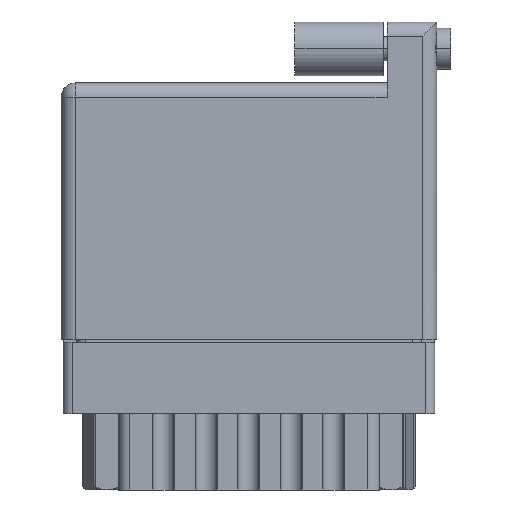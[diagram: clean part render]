
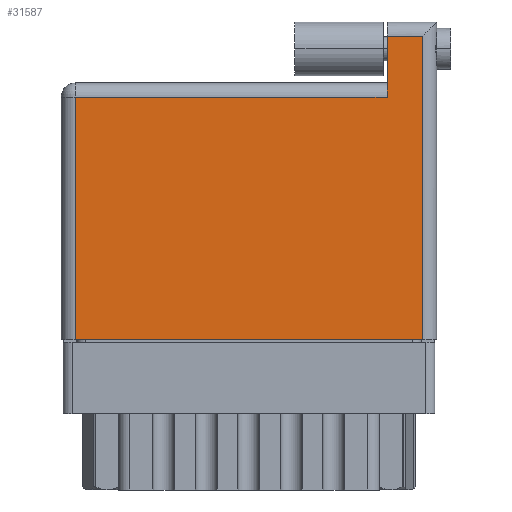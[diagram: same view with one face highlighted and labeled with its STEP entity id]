
A CAD part, front view. The second image highlights one B-rep face of the part: STEP entity #31587.
In plain terms, the highlighted face is planar.
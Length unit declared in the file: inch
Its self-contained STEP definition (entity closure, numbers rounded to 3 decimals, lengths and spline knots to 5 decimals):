
#775 = VERTEX_POINT ( 'NONE', #21124 ) ;
#1986 = ORIENTED_EDGE ( 'NONE', *, *, #6236, .T. ) ;
#2600 = LINE ( 'NONE', #38843, #9466 ) ;
#4526 = LINE ( 'NONE', #31835, #5871 ) ;
#4964 = DIRECTION ( 'NONE',  ( 1., 0., 0. ) ) ;
#5243 = DIRECTION ( 'NONE',  ( -1., 0., 0. ) ) ;
#5362 = EDGE_LOOP ( 'NONE', ( #34727, #13920, #10440, #16835, #1986, #23470 ) ) ;
#5871 = VECTOR ( 'NONE', #22660, 39.37008 ) ;
#6236 = EDGE_CURVE ( 'NONE', #775, #13710, #11232, .T. ) ;
#6786 = LINE ( 'NONE', #24545, #33436 ) ;
#7140 = CARTESIAN_POINT ( 'NONE',  ( 1.15, 1.12, 0. ) ) ;
#7289 = CARTESIAN_POINT ( 'NONE',  ( 1.275, 1.07, 0. ) ) ;
#7428 = VERTEX_POINT ( 'NONE', #7289 ) ;
#9466 = VECTOR ( 'NONE', #29718, 39.37008 ) ;
#10138 = LINE ( 'NONE', #7140, #24737 ) ;
#10360 = DIRECTION ( 'NONE',  ( -1., 0., 0. ) ) ;
#10394 = VERTEX_POINT ( 'NONE', #35017 ) ;
#10440 = ORIENTED_EDGE ( 'NONE', *, *, #19149, .T. ) ;
#10557 = DIRECTION ( 'NONE',  ( 0., 0., -1. ) ) ;
#11232 = LINE ( 'NONE', #20375, #22970 ) ;
#12227 = VERTEX_POINT ( 'NONE', #23049 ) ;
#12746 = PLANE ( 'NONE',  #37371 ) ;
#13710 = VERTEX_POINT ( 'NONE', #29208 ) ;
#13920 = ORIENTED_EDGE ( 'NONE', *, *, #36717, .T. ) ;
#14601 = EDGE_CURVE ( 'NONE', #10394, #775, #10138, .T. ) ;
#15009 = VECTOR ( 'NONE', #4964, 39.37008 ) ;
#15591 = EDGE_CURVE ( 'NONE', #12227, #35208, #25496, .T. ) ;
#16522 = CARTESIAN_POINT ( 'NONE',  ( 0., 0.906, 0. ) ) ;
#16835 = ORIENTED_EDGE ( 'NONE', *, *, #14601, .T. ) ;
#16862 = CARTESIAN_POINT ( 'NONE',  ( 1.275, 0., 0. ) ) ;
#19149 = EDGE_CURVE ( 'NONE', #7428, #10394, #2600, .T. ) ;
#19302 = DIRECTION ( 'NONE',  ( 0., -1., 0. ) ) ;
#20375 = CARTESIAN_POINT ( 'NONE',  ( 0., 0.856, 0. ) ) ;
#21124 = CARTESIAN_POINT ( 'NONE',  ( 1.15, 0.856, 0. ) ) ;
#22660 = DIRECTION ( 'NONE',  ( 0., 1., 0. ) ) ;
#22970 = VECTOR ( 'NONE', #5243, 39.37008 ) ;
#23049 = CARTESIAN_POINT ( 'NONE',  ( 0.05, 0., 0. ) ) ;
#23470 = ORIENTED_EDGE ( 'NONE', *, *, #33994, .T. ) ;
#24545 = CARTESIAN_POINT ( 'NONE',  ( 0.05, 0., 0. ) ) ;
#24723 = DIRECTION ( 'NONE',  ( 0., -1., 0. ) ) ;
#24737 = VECTOR ( 'NONE', #19302, 39.37008 ) ;
#25495 = FACE_OUTER_BOUND ( 'NONE', #5362, .T. ) ;
#25496 = LINE ( 'NONE', #38221, #15009 ) ;
#29208 = CARTESIAN_POINT ( 'NONE',  ( 0.05, 0.856, 0. ) ) ;
#29718 = DIRECTION ( 'NONE',  ( -1., 0., 0. ) ) ;
#31587 = ADVANCED_FACE ( 'NONE', ( #25495 ), #12746, .F. ) ;
#31835 = CARTESIAN_POINT ( 'NONE',  ( 1.275, 1.12, 0. ) ) ;
#33436 = VECTOR ( 'NONE', #24723, 39.37008 ) ;
#33994 = EDGE_CURVE ( 'NONE', #13710, #12227, #6786, .T. ) ;
#34727 = ORIENTED_EDGE ( 'NONE', *, *, #15591, .T. ) ;
#35017 = CARTESIAN_POINT ( 'NONE',  ( 1.15, 1.07, 0. ) ) ;
#35208 = VERTEX_POINT ( 'NONE', #16862 ) ;
#36717 = EDGE_CURVE ( 'NONE', #35208, #7428, #4526, .T. ) ;
#37371 = AXIS2_PLACEMENT_3D ( 'NONE', #16522, #10557, #10360 ) ;
#38221 = CARTESIAN_POINT ( 'NONE',  ( 0., 0., 0. ) ) ;
#38843 = CARTESIAN_POINT ( 'NONE',  ( 0., 1.07, 0. ) ) ;
